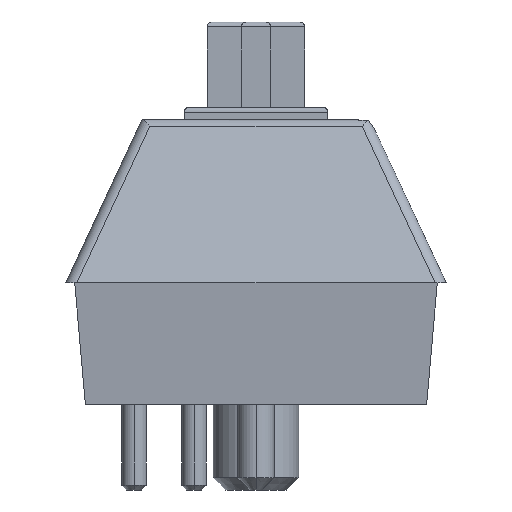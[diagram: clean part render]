
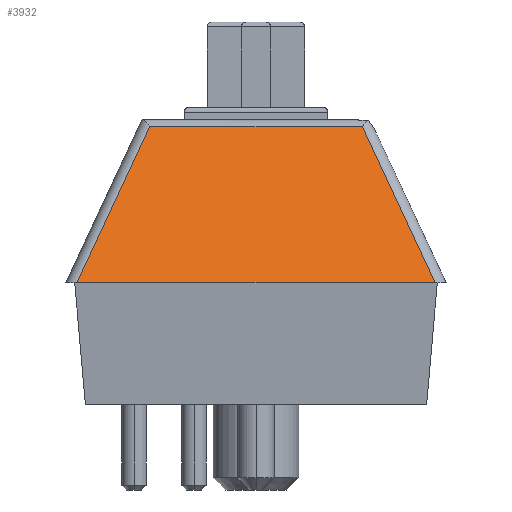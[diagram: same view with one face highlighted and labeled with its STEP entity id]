
A CAD part, left-side view. The second image highlights one B-rep face of the part: STEP entity #3932.
In plain terms, the highlighted planar face has unit normal (-0.906, 0, 0.423).
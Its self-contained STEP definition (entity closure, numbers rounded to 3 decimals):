
#29 = CARTESIAN_POINT ( 'NONE',  ( -4.81, -4.357, 11.461 ) ) ;
#146 = VERTEX_POINT ( 'NONE', #3194 ) ;
#176 = AXIS2_PLACEMENT_3D ( 'NONE', #2217, #371, #2524 ) ;
#248 = CARTESIAN_POINT ( 'NONE',  ( -4.81, 4.676, 11.461 ) ) ;
#272 = LINE ( 'NONE', #1170, #3480 ) ;
#371 = DIRECTION ( 'NONE',  ( -0.906, 0., 0.423 ) ) ;
#383 = VERTEX_POINT ( 'NONE', #875 ) ;
#415 = ORIENTED_EDGE ( 'NONE', *, *, #547, .T. ) ;
#547 = EDGE_CURVE ( 'NONE', #3359, #146, #3585, .T. ) ;
#783 = VECTOR ( 'NONE', #3422, 1000. ) ;
#875 = CARTESIAN_POINT ( 'NONE',  ( -7.8, -7.347, 5.05 ) ) ;
#969 = PLANE ( 'NONE',  #176 ) ;
#1082 = VERTEX_POINT ( 'NONE', #2265 ) ;
#1088 = EDGE_CURVE ( 'NONE', #146, #1082, #272, .T. ) ;
#1113 = VECTOR ( 'NONE', #2288, 1000. ) ;
#1170 = CARTESIAN_POINT ( 'NONE',  ( -7.869, 7.416, 4.903 ) ) ;
#1240 = LINE ( 'NONE', #3837, #2902 ) ;
#1331 = DIRECTION ( 'NONE',  ( -0.389, 0.389, -0.835 ) ) ;
#1553 = CARTESIAN_POINT ( 'NONE',  ( -7.8, 7.8, 5.05 ) ) ;
#1768 = ORIENTED_EDGE ( 'NONE', *, *, #2401, .T. ) ;
#1987 = ORIENTED_EDGE ( 'NONE', *, *, #1088, .T. ) ;
#2005 = DIRECTION ( 'NONE',  ( 0.389, 0.389, 0.835 ) ) ;
#2217 = CARTESIAN_POINT ( 'NONE',  ( -7.8, 7.8, 5.05 ) ) ;
#2265 = CARTESIAN_POINT ( 'NONE',  ( -7.8, 7.347, 5.05 ) ) ;
#2288 = DIRECTION ( 'NONE',  ( 0., 1., 0. ) ) ;
#2401 = EDGE_CURVE ( 'NONE', #1082, #383, #2414, .T. ) ;
#2414 = LINE ( 'NONE', #1553, #783 ) ;
#2524 = DIRECTION ( 'NONE',  ( 0.423, 0., 0.906 ) ) ;
#2902 = VECTOR ( 'NONE', #2005, 1000. ) ;
#2934 = ORIENTED_EDGE ( 'NONE', *, *, #3584, .T. ) ;
#3194 = CARTESIAN_POINT ( 'NONE',  ( -4.81, 4.357, 11.461 ) ) ;
#3239 = FACE_OUTER_BOUND ( 'NONE', #3913, .T. ) ;
#3359 = VERTEX_POINT ( 'NONE', #29 ) ;
#3422 = DIRECTION ( 'NONE',  ( 0., -1., 0. ) ) ;
#3480 = VECTOR ( 'NONE', #1331, 1000. ) ;
#3584 = EDGE_CURVE ( 'NONE', #383, #3359, #1240, .T. ) ;
#3585 = LINE ( 'NONE', #248, #1113 ) ;
#3837 = CARTESIAN_POINT ( 'NONE',  ( -5.505, -5.051, 9.972 ) ) ;
#3913 = EDGE_LOOP ( 'NONE', ( #415, #1987, #1768, #2934 ) ) ;
#3932 = ADVANCED_FACE ( 'NONE', ( #3239 ), #969, .T. ) ;
